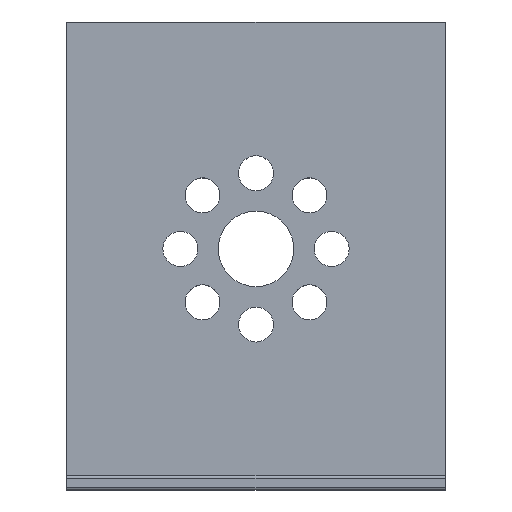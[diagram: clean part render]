
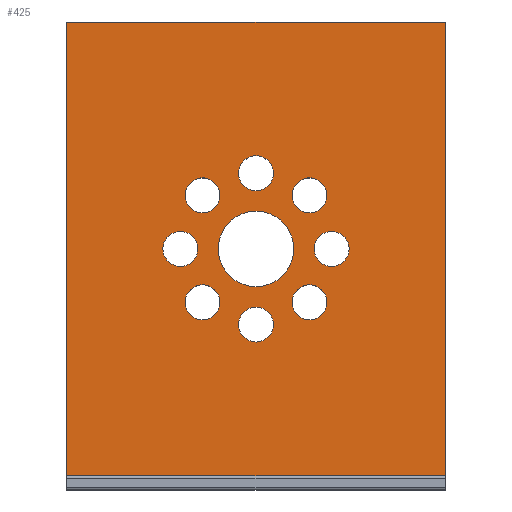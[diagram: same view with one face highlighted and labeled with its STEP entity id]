
A CAD part, top view. The second image highlights one B-rep face of the part: STEP entity #425.
In plain terms, the highlighted planar face has unit normal (0, 0, 1).
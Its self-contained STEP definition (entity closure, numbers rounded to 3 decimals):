
#37=FACE_BOUND('',#115,.T.);
#38=FACE_BOUND('',#116,.T.);
#39=FACE_BOUND('',#117,.T.);
#40=FACE_BOUND('',#118,.T.);
#41=FACE_BOUND('',#119,.T.);
#42=FACE_BOUND('',#120,.T.);
#43=FACE_BOUND('',#121,.T.);
#44=FACE_BOUND('',#122,.T.);
#45=FACE_BOUND('',#123,.T.);
#64=CIRCLE('',#460,4.);
#65=CIRCLE('',#461,1.85);
#66=CIRCLE('',#462,1.85);
#67=CIRCLE('',#463,1.85);
#68=CIRCLE('',#464,1.85);
#69=CIRCLE('',#465,1.85);
#70=CIRCLE('',#466,1.85);
#71=CIRCLE('',#467,1.85);
#72=CIRCLE('',#468,1.85);
#82=FACE_OUTER_BOUND('',#114,.T.);
#114=EDGE_LOOP('',(#319,#320,#321,#322));
#115=EDGE_LOOP('',(#323));
#116=EDGE_LOOP('',(#324));
#117=EDGE_LOOP('',(#325));
#118=EDGE_LOOP('',(#326));
#119=EDGE_LOOP('',(#327));
#120=EDGE_LOOP('',(#328));
#121=EDGE_LOOP('',(#329));
#122=EDGE_LOOP('',(#330));
#123=EDGE_LOOP('',(#331));
#158=LINE('',#657,#186);
#159=LINE('',#659,#187);
#160=LINE('',#661,#188);
#161=LINE('',#662,#189);
#186=VECTOR('',#526,40.);
#187=VECTOR('',#527,48.);
#188=VECTOR('',#528,40.);
#189=VECTOR('',#529,48.);
#223=VERTEX_POINT('',#655);
#224=VERTEX_POINT('',#656);
#225=VERTEX_POINT('',#658);
#226=VERTEX_POINT('',#660);
#227=VERTEX_POINT('',#663);
#228=VERTEX_POINT('',#665);
#229=VERTEX_POINT('',#667);
#230=VERTEX_POINT('',#669);
#231=VERTEX_POINT('',#671);
#232=VERTEX_POINT('',#673);
#233=VERTEX_POINT('',#675);
#234=VERTEX_POINT('',#677);
#235=VERTEX_POINT('',#679);
#265=EDGE_CURVE('',#223,#224,#158,.T.);
#266=EDGE_CURVE('',#224,#225,#159,.T.);
#267=EDGE_CURVE('',#225,#226,#160,.T.);
#268=EDGE_CURVE('',#226,#223,#161,.T.);
#269=EDGE_CURVE('',#227,#227,#64,.T.);
#270=EDGE_CURVE('',#228,#228,#65,.T.);
#271=EDGE_CURVE('',#229,#229,#66,.T.);
#272=EDGE_CURVE('',#230,#230,#67,.T.);
#273=EDGE_CURVE('',#231,#231,#68,.T.);
#274=EDGE_CURVE('',#232,#232,#69,.T.);
#275=EDGE_CURVE('',#233,#233,#70,.T.);
#276=EDGE_CURVE('',#234,#234,#71,.T.);
#277=EDGE_CURVE('',#235,#235,#72,.T.);
#319=ORIENTED_EDGE('',*,*,#265,.T.);
#320=ORIENTED_EDGE('',*,*,#266,.T.);
#321=ORIENTED_EDGE('',*,*,#267,.T.);
#322=ORIENTED_EDGE('',*,*,#268,.T.);
#323=ORIENTED_EDGE('',*,*,#269,.T.);
#324=ORIENTED_EDGE('',*,*,#270,.T.);
#325=ORIENTED_EDGE('',*,*,#271,.T.);
#326=ORIENTED_EDGE('',*,*,#272,.T.);
#327=ORIENTED_EDGE('',*,*,#273,.T.);
#328=ORIENTED_EDGE('',*,*,#274,.T.);
#329=ORIENTED_EDGE('',*,*,#275,.T.);
#330=ORIENTED_EDGE('',*,*,#276,.T.);
#331=ORIENTED_EDGE('',*,*,#277,.T.);
#415=PLANE('',#459);
#425=ADVANCED_FACE('',(#82,#37,#38,#39,#40,#41,#42,#43,#44,#45),#415,.T.);
#459=AXIS2_PLACEMENT_3D('',#654,#524,#525);
#460=AXIS2_PLACEMENT_3D('',#664,#530,#531);
#461=AXIS2_PLACEMENT_3D('',#666,#532,#533);
#462=AXIS2_PLACEMENT_3D('',#668,#534,#535);
#463=AXIS2_PLACEMENT_3D('',#670,#536,#537);
#464=AXIS2_PLACEMENT_3D('',#672,#538,#539);
#465=AXIS2_PLACEMENT_3D('',#674,#540,#541);
#466=AXIS2_PLACEMENT_3D('',#676,#542,#543);
#467=AXIS2_PLACEMENT_3D('',#678,#544,#545);
#468=AXIS2_PLACEMENT_3D('',#680,#546,#547);
#524=DIRECTION('center_axis',(0.,0.,1.));
#525=DIRECTION('ref_axis',(1.,0.,0.));
#526=DIRECTION('',(1.,0.,0.));
#527=DIRECTION('',(0.,1.,0.));
#528=DIRECTION('',(-1.,0.,0.));
#529=DIRECTION('',(0.,-1.,0.));
#530=DIRECTION('center_axis',(0.,0.,-1.));
#531=DIRECTION('ref_axis',(-1.,0.,0.));
#532=DIRECTION('center_axis',(0.,0.,-1.));
#533=DIRECTION('ref_axis',(-1.,0.,0.));
#534=DIRECTION('center_axis',(0.,0.,-1.));
#535=DIRECTION('ref_axis',(-0.707,0.707,0.));
#536=DIRECTION('center_axis',(0.,0.,-1.));
#537=DIRECTION('ref_axis',(0.,1.,0.));
#538=DIRECTION('center_axis',(0.,0.,-1.));
#539=DIRECTION('ref_axis',(0.707,0.707,0.));
#540=DIRECTION('center_axis',(0.,0.,-1.));
#541=DIRECTION('ref_axis',(1.,0.,0.));
#542=DIRECTION('center_axis',(0.,0.,-1.));
#543=DIRECTION('ref_axis',(0.707,-0.707,0.));
#544=DIRECTION('center_axis',(0.,0.,-1.));
#545=DIRECTION('ref_axis',(0.,-1.,0.));
#546=DIRECTION('center_axis',(0.,0.,-1.));
#547=DIRECTION('ref_axis',(-0.707,-0.707,0.));
#654=CARTESIAN_POINT('Origin',(0.,0.,0.775));
#655=CARTESIAN_POINT('',(-20.,-24.,0.775));
#656=CARTESIAN_POINT('',(20.,-24.,0.775));
#657=CARTESIAN_POINT('',(-20.,-24.,0.775));
#658=CARTESIAN_POINT('',(20.,24.,0.775));
#659=CARTESIAN_POINT('',(20.,-24.,0.775));
#660=CARTESIAN_POINT('',(-20.,24.,0.775));
#661=CARTESIAN_POINT('',(20.,24.,0.775));
#662=CARTESIAN_POINT('',(-20.,24.,0.775));
#663=CARTESIAN_POINT('',(4.,0.,0.775));
#664=CARTESIAN_POINT('Origin',(0.,0.,0.775));
#665=CARTESIAN_POINT('',(9.85,0.,0.775));
#666=CARTESIAN_POINT('Origin',(8.,0.,0.775));
#667=CARTESIAN_POINT('',(6.965,-6.965,0.775));
#668=CARTESIAN_POINT('Origin',(5.657,-5.657,0.775));
#669=CARTESIAN_POINT('',(0.,-9.85,0.775));
#670=CARTESIAN_POINT('Origin',(0.,-8.,0.775));
#671=CARTESIAN_POINT('',(-6.965,-6.965,0.775));
#672=CARTESIAN_POINT('Origin',(-5.657,-5.657,0.775));
#673=CARTESIAN_POINT('',(-9.85,0.,0.775));
#674=CARTESIAN_POINT('Origin',(-8.,0.,0.775));
#675=CARTESIAN_POINT('',(-6.965,6.965,0.775));
#676=CARTESIAN_POINT('Origin',(-5.657,5.657,0.775));
#677=CARTESIAN_POINT('',(0.,9.85,0.775));
#678=CARTESIAN_POINT('Origin',(0.,8.,0.775));
#679=CARTESIAN_POINT('',(6.965,6.965,0.775));
#680=CARTESIAN_POINT('Origin',(5.657,5.657,0.775));
